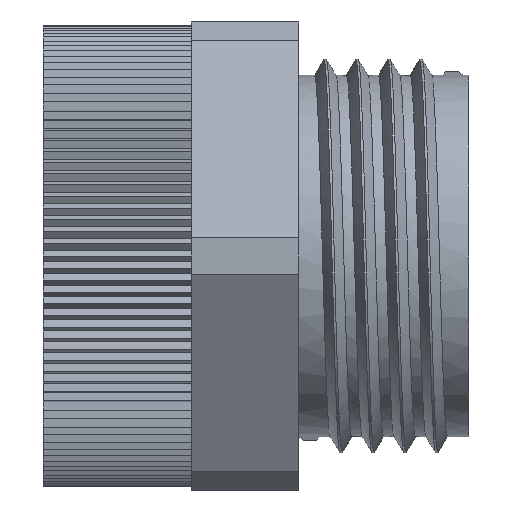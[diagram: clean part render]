
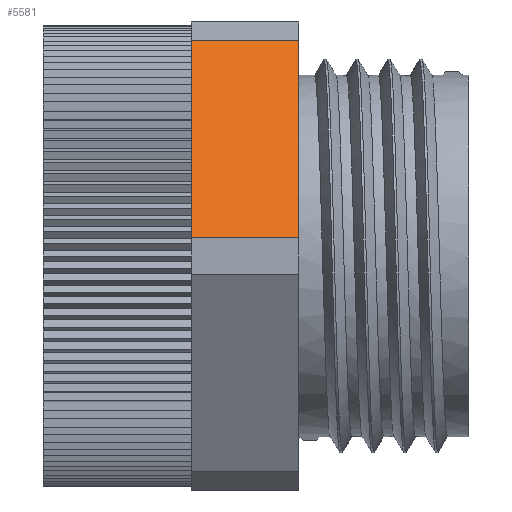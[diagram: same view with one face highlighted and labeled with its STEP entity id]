
A CAD part, front view. The second image highlights one B-rep face of the part: STEP entity #5581.
In plain terms, the highlighted planar face has unit normal (0, -0.866, 0.5).
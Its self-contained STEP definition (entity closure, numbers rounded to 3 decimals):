
#277=PLANE('',#5864);
#552=FACE_OUTER_BOUND('',#827,.T.);
#827=EDGE_LOOP('',(#4760,#4761,#4762,#4763));
#1582=LINE('',#10729,#2347);
#1583=LINE('',#10732,#2348);
#1584=LINE('',#10734,#2349);
#1585=LINE('',#10735,#2350);
#2347=VECTOR('',#7133,10.);
#2348=VECTOR('',#7136,10.);
#2349=VECTOR('',#7137,10.);
#2350=VECTOR('',#7138,10.);
#2907=VERTEX_POINT('',#10723);
#2909=VERTEX_POINT('',#10727);
#2910=VERTEX_POINT('',#10731);
#2911=VERTEX_POINT('',#10733);
#3692=EDGE_CURVE('',#2909,#2907,#1582,.T.);
#3693=EDGE_CURVE('',#2907,#2910,#1583,.T.);
#3694=EDGE_CURVE('',#2911,#2909,#1584,.T.);
#3695=EDGE_CURVE('',#2910,#2911,#1585,.T.);
#4760=ORIENTED_EDGE('',*,*,#3693,.F.);
#4761=ORIENTED_EDGE('',*,*,#3692,.F.);
#4762=ORIENTED_EDGE('',*,*,#3694,.F.);
#4763=ORIENTED_EDGE('',*,*,#3695,.F.);
#5581=ADVANCED_FACE('',(#552),#277,.F.);
#5864=AXIS2_PLACEMENT_3D('',#10730,#7134,#7135);
#7133=DIRECTION('',(-1.,0.,0.));
#7134=DIRECTION('center_axis',(0.,0.866,-0.5));
#7135=DIRECTION('ref_axis',(0.,-0.5,-0.866));
#7136=DIRECTION('',(0.,0.5,0.866));
#7137=DIRECTION('',(0.,-0.5,-0.866));
#7138=DIRECTION('',(1.,0.,0.));
#10723=CARTESIAN_POINT('',(-13.04,-12.21,0.851));
#10727=CARTESIAN_POINT('',(-8.,-12.21,0.851));
#10729=CARTESIAN_POINT('',(-10.52,-12.21,0.851));
#10730=CARTESIAN_POINT('Origin',(-8.,-6.842,10.149));
#10731=CARTESIAN_POINT('',(-13.04,-6.842,10.149));
#10732=CARTESIAN_POINT('',(-13.04,-6.654,10.475));
#10733=CARTESIAN_POINT('',(-8.,-6.842,10.149));
#10734=CARTESIAN_POINT('',(-8.,-7.122,9.665));
#10735=CARTESIAN_POINT('',(-10.52,-6.842,10.149));
